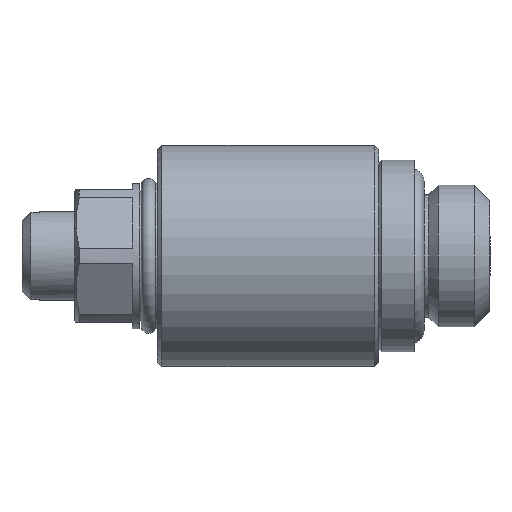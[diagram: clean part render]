
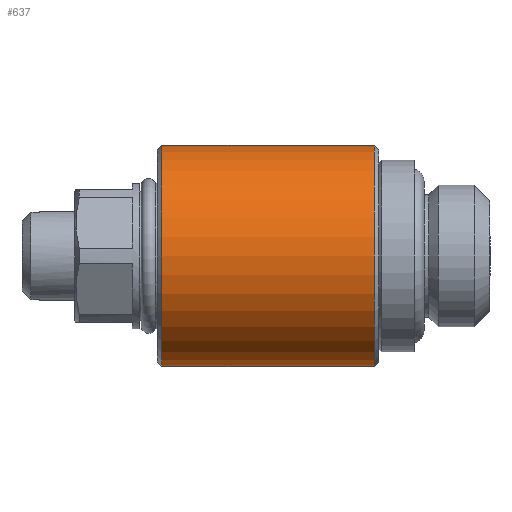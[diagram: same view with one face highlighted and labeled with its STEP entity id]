
A CAD part, left-side view. The second image highlights one B-rep face of the part: STEP entity #637.
In plain terms, the highlighted cylindrical face has radius 7.5 mm (diameter 15 mm), a full revolution.
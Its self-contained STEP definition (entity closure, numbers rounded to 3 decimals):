
#637 = ADVANCED_FACE( 'NONE', ( #1355, #1356, #1357 ), #1358, .T. );
#1355 = FACE_OUTER_BOUND( '', #3743, .T. );
#1356 = FACE_OUTER_BOUND( '', #3744, .T. );
#1357 = FACE_BOUND( '', #3745, .T. );
#1358 = CYLINDRICAL_SURFACE( '', #3746, 7.5 );
#3743 = EDGE_LOOP( '', ( #5855 ) );
#3744 = EDGE_LOOP( '', ( #5856 ) );
#3745 = EDGE_LOOP( '', ( #5857, #5858 ) );
#3746 = AXIS2_PLACEMENT_3D( '', #5859, #5860, #5861 );
#5855 = ORIENTED_EDGE( '', *, *, #7027, .T. );
#5856 = ORIENTED_EDGE( '', *, *, #6676, .T. );
#5857 = ORIENTED_EDGE( '', *, *, #6471, .T. );
#5858 = ORIENTED_EDGE( '', *, *, #7028, .T. );
#5859 = CARTESIAN_POINT( '', ( 0., 5.519, 0. ) );
#5860 = DIRECTION( '', ( 0., -1., 0. ) );
#5861 = DIRECTION( '', ( 0., 0., -1. ) );
#6471 = EDGE_CURVE( 'NONE', #7343, #7350, #7352, .T. );
#6676 = EDGE_CURVE( 'NONE', #7679, #7679, #7680, .T. );
#7027 = EDGE_CURVE( 'NONE', #8180, #8180, #8181, .T. );
#7028 = EDGE_CURVE( 'NONE', #7350, #7343, #8182, .T. );
#7343 = VERTEX_POINT( 'NONE', #8936 );
#7350 = VERTEX_POINT( 'NONE', #8977 );
#7352 = B_SPLINE_CURVE_WITH_KNOTS( '', 3, ( #8979, #8980, #8981, #8982, #8983, #8984, #8985, #8986, #8987, #8988, #8989, #8990, #8991, #8992, #8993, #8994, #8995, #8996, #8997, #8998, #8999, #9000, #9001, #9002, #9003, #9004, #9005 ), .UNSPECIFIED., .F., .F., ( 4, 1, 1, 1, 1, 1, 1, 1, 1, 1, 1, 1, 1, 1, 1, 1, 1, 1, 1, 1, 1, 1, 1, 1, 4 ), ( 0., 0.013, 0.026, 0.038, 0.05, 0.062, 0.093, 0.125, 0.186, 0.25, 0.313, 0.375, 0.438, 0.5, 0.562, 0.625, 0.687, 0.75, 0.814, 0.875, 0.907, 0.937, 0.953, 0.969, 1. ), .UNSPECIFIED. );
#7679 = VERTEX_POINT( '', #9728 );
#7680 = CIRCLE( '', #9729, 7.5 );
#8180 = VERTEX_POINT( '', #11596 );
#8181 = CIRCLE( '', #11597, 7.5 );
#8182 = B_SPLINE_CURVE_WITH_KNOTS( '', 3, ( #11598, #11599, #11600, #11601, #11602, #11603, #11604, #11605, #11606, #11607, #11608, #11609, #11610, #11611, #11612, #11613, #11614, #11615, #11616, #11617, #11618, #11619, #11620, #11621, #11622, #11623, #11624 ), .UNSPECIFIED., .F., .F., ( 4, 1, 1, 1, 1, 1, 1, 1, 1, 1, 1, 1, 1, 1, 1, 1, 1, 1, 1, 1, 1, 1, 1, 1, 4 ), ( 0., 0.013, 0.026, 0.038, 0.05, 0.062, 0.093, 0.125, 0.186, 0.25, 0.313, 0.375, 0.438, 0.5, 0.562, 0.625, 0.687, 0.75, 0.814, 0.875, 0.907, 0.937, 0.953, 0.969, 1. ), .UNSPECIFIED. );
#8936 = CARTESIAN_POINT( '', ( 5.662, 15.477, 4.918 ) );
#8977 = CARTESIAN_POINT( '', ( 5.662, 15.337, -4.918 ) );
#8979 = CARTESIAN_POINT( '', ( 5.662, 15.477, 4.918 ) );
#8980 = CARTESIAN_POINT( '', ( 5.664, 15.547, 4.916 ) );
#8981 = CARTESIAN_POINT( '', ( 5.668, 15.685, 4.911 ) );
#8982 = CARTESIAN_POINT( '', ( 5.682, 15.89, 4.895 ) );
#8983 = CARTESIAN_POINT( '', ( 5.701, 16.089, 4.873 ) );
#8984 = CARTESIAN_POINT( '', ( 5.726, 16.283, 4.844 ) );
#8985 = CARTESIAN_POINT( '', ( 5.772, 16.57, 4.79 ) );
#8986 = CARTESIAN_POINT( '', ( 5.854, 16.951, 4.69 ) );
#8987 = CARTESIAN_POINT( '', ( 6.028, 17.556, 4.467 ) );
#8988 = CARTESIAN_POINT( '', ( 6.298, 18.266, 4.088 ) );
#8989 = CARTESIAN_POINT( '', ( 6.655, 19.006, 3.486 ) );
#8990 = CARTESIAN_POINT( '', ( 6.995, 19.627, 2.751 ) );
#8991 = CARTESIAN_POINT( '', ( 7.278, 20.097, 1.891 ) );
#8992 = CARTESIAN_POINT( '', ( 7.463, 20.394, 0.94 ) );
#8993 = CARTESIAN_POINT( '', ( 7.522, 20.484, -0.07 ) );
#8994 = CARTESIAN_POINT( '', ( 7.445, 20.365, -1.075 ) );
#8995 = CARTESIAN_POINT( '', ( 7.244, 20.042, -2.015 ) );
#8996 = CARTESIAN_POINT( '', ( 6.951, 19.55, -2.859 ) );
#8997 = CARTESIAN_POINT( '', ( 6.606, 18.91, -3.577 ) );
#8998 = CARTESIAN_POINT( '', ( 6.25, 18.156, -4.16 ) );
#8999 = CARTESIAN_POINT( '', ( 5.987, 17.433, -4.521 ) );
#9000 = CARTESIAN_POINT( '', ( 5.822, 16.821, -4.729 ) );
#9001 = CARTESIAN_POINT( '', ( 5.743, 16.416, -4.823 ) );
#9002 = CARTESIAN_POINT( '', ( 5.699, 16.089, -4.875 ) );
#9003 = CARTESIAN_POINT( '', ( 5.667, 15.756, -4.913 ) );
#9004 = CARTESIAN_POINT( '', ( 5.664, 15.506, -4.916 ) );
#9005 = CARTESIAN_POINT( '', ( 5.662, 15.337, -4.918 ) );
#9728 = CARTESIAN_POINT( '', ( 0., 8.2, -7.5 ) );
#9729 = AXIS2_PLACEMENT_3D( '', #12191, #12192, #12193 );
#11596 = CARTESIAN_POINT( '', ( 0., 22.6, -7.5 ) );
#11597 = AXIS2_PLACEMENT_3D( '', #12397, #12398, #12399 );
#11598 = CARTESIAN_POINT( '', ( 5.662, 15.337, -4.918 ) );
#11599 = CARTESIAN_POINT( '', ( 5.664, 15.267, -4.916 ) );
#11600 = CARTESIAN_POINT( '', ( 5.668, 15.128, -4.912 ) );
#11601 = CARTESIAN_POINT( '', ( 5.681, 14.923, -4.897 ) );
#11602 = CARTESIAN_POINT( '', ( 5.7, 14.723, -4.875 ) );
#11603 = CARTESIAN_POINT( '', ( 5.724, 14.529, -4.847 ) );
#11604 = CARTESIAN_POINT( '', ( 5.769, 14.241, -4.792 ) );
#11605 = CARTESIAN_POINT( '', ( 5.851, 13.86, -4.693 ) );
#11606 = CARTESIAN_POINT( '', ( 6.025, 13.253, -4.471 ) );
#11607 = CARTESIAN_POINT( '', ( 6.295, 12.54, -4.093 ) );
#11608 = CARTESIAN_POINT( '', ( 6.653, 11.799, -3.49 ) );
#11609 = CARTESIAN_POINT( '', ( 6.993, 11.176, -2.755 ) );
#11610 = CARTESIAN_POINT( '', ( 7.277, 10.704, -1.894 ) );
#11611 = CARTESIAN_POINT( '', ( 7.463, 10.406, -0.941 ) );
#11612 = CARTESIAN_POINT( '', ( 7.522, 10.316, 0.07 ) );
#11613 = CARTESIAN_POINT( '', ( 7.445, 10.435, 1.077 ) );
#11614 = CARTESIAN_POINT( '', ( 7.243, 10.759, 2.018 ) );
#11615 = CARTESIAN_POINT( '', ( 6.949, 11.253, 2.863 ) );
#11616 = CARTESIAN_POINT( '', ( 6.604, 11.894, 3.581 ) );
#11617 = CARTESIAN_POINT( '', ( 6.247, 12.651, 4.165 ) );
#11618 = CARTESIAN_POINT( '', ( 5.984, 13.376, 4.525 ) );
#11619 = CARTESIAN_POINT( '', ( 5.82, 13.99, 4.732 ) );
#11620 = CARTESIAN_POINT( '', ( 5.742, 14.396, 4.826 ) );
#11621 = CARTESIAN_POINT( '', ( 5.698, 14.723, 4.877 ) );
#11622 = CARTESIAN_POINT( '', ( 5.666, 15.057, 4.914 ) );
#11623 = CARTESIAN_POINT( '', ( 5.664, 15.308, 4.916 ) );
#11624 = CARTESIAN_POINT( '', ( 5.662, 15.477, 4.918 ) );
#12191 = CARTESIAN_POINT( '', ( 0., 8.2, 0. ) );
#12192 = DIRECTION( '', ( 0., 1., 0. ) );
#12193 = DIRECTION( '', ( 0., 0., -1. ) );
#12397 = CARTESIAN_POINT( '', ( 0., 22.6, 0. ) );
#12398 = DIRECTION( '', ( 0., -1., 0. ) );
#12399 = DIRECTION( '', ( 0., 0., -1. ) );
